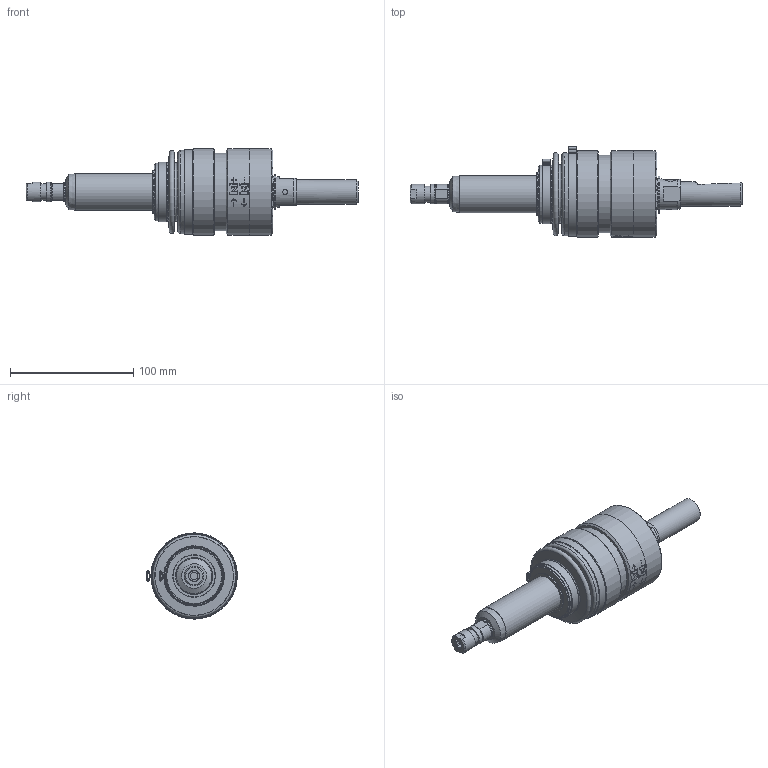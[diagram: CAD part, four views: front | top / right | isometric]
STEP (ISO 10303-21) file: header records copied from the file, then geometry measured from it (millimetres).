
FILE_DESCRIPTION(/* description */ (''),/* implementation_level */ '2;1');
FILE_NAME(/* name */ 'ESR 350 X3_60051755.stp',/* time_stamp */ '2015-11-30T16:14:24+01:00',/* author */ ('rmorof'),/* organization */ (''),/* preprocessor_version */ 'ST-DEVELOPER v15.2',/* originating_system */ 'Autodesk Inventor 2014',/* authorisation */ '');
FILE_SCHEMA (('CONFIG_CONTROL_DESIGN'));
Length unit declared in the file: millimetre
Products named in the file (1): ESR 350 X3_60051755
Bounding box: 269.14 x 73.45 x 70 mm (x, y, z)
Volume: 400516.8 mm3; surface area: 53602.8 mm2
Topology: 1 solids, 4 shells, 467 faces, 1291 edges, 844 vertices
Faces by surface type: plane 256, cylinder 120, cone 49, bspline 28, torus 14
Full cylindrical faces by diameter (mm): 2 x2, 4 x1, 6 x2, 8.566 x1, 9 x1, 9.188 x1, 12.19 x1, 13 x2, 14.5 x2, 16 x3, 20 x1, 25 x2, 30 x1, 34 x1, 34.5 x1, 45 x1, 46.61 x1, 47 x1, 63 x1, 67.5 x1, 70 x3
Entity records: 15585 total; most frequent: CARTESIAN_POINT 3691, ORIENTED_EDGE 2374, DIRECTION 2323, EDGE_CURVE 1187, AXIS2_PLACEMENT_3D 889, VERTEX_POINT 807, EDGE_LOOP 584, LINE 545
